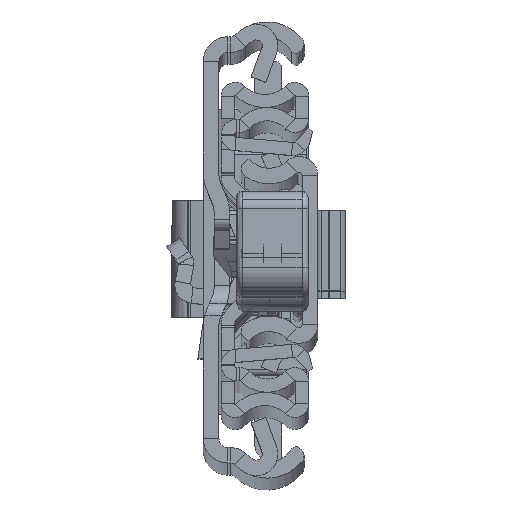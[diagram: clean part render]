
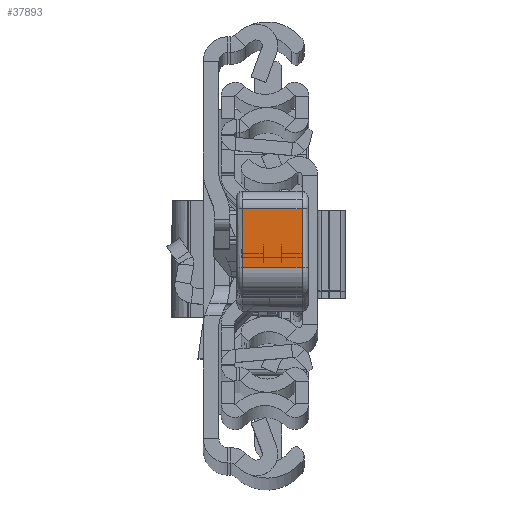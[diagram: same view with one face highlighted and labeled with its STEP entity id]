
A CAD part, top view. The second image highlights one B-rep face of the part: STEP entity #37893.
In plain terms, the highlighted face is planar.
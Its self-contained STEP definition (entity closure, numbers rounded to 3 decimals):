
#71 = EDGE_CURVE ( 'NONE', #23301, #22763, #15734, .T. ) ;
#105 = VERTEX_POINT ( 'NONE', #13577 ) ;
#1996 = LINE ( 'NONE', #36920, #12143 ) ;
#3677 = EDGE_LOOP ( 'NONE', ( #26084, #15568, #25417, #7233 ) ) ;
#7073 = CARTESIAN_POINT ( 'NONE',  ( 39.55, -12.274, 0. ) ) ;
#7233 = ORIENTED_EDGE ( 'NONE', *, *, #71, .F. ) ;
#7923 = CARTESIAN_POINT ( 'NONE',  ( 39.818, -2.465, 0. ) ) ;
#11298 = VECTOR ( 'NONE', #35620, 1000. ) ;
#12143 = VECTOR ( 'NONE', #13715, 1000. ) ;
#13577 = CARTESIAN_POINT ( 'NONE',  ( 39.55, -12.274, -10. ) ) ;
#13715 = DIRECTION ( 'NONE',  ( 0., 0., 1. ) ) ;
#15106 = DIRECTION ( 'NONE',  ( -1., 0.027, 0. ) ) ;
#15471 = CARTESIAN_POINT ( 'NONE',  ( 39.55, -12.274, -10. ) ) ;
#15486 = DIRECTION ( 'NONE',  ( -0.027, -1., 0. ) ) ;
#15568 = ORIENTED_EDGE ( 'NONE', *, *, #25570, .F. ) ;
#15734 = LINE ( 'NONE', #7073, #35032 ) ;
#15832 = VERTEX_POINT ( 'NONE', #33356 ) ;
#17383 = LINE ( 'NONE', #15471, #11298 ) ;
#17402 = FACE_OUTER_BOUND ( 'NONE', #3677, .T. ) ;
#17967 = CARTESIAN_POINT ( 'NONE',  ( 39.55, -12.274, -11. ) ) ;
#18850 = CARTESIAN_POINT ( 'NONE',  ( 39.55, -12.274, 0. ) ) ;
#19653 = DIRECTION ( 'NONE',  ( 0., 0., -1. ) ) ;
#22319 = EDGE_CURVE ( 'NONE', #22763, #15832, #36746, .T. ) ;
#22763 = VERTEX_POINT ( 'NONE', #7923 ) ;
#23301 = VERTEX_POINT ( 'NONE', #18850 ) ;
#25417 = ORIENTED_EDGE ( 'NONE', *, *, #22319, .F. ) ;
#25570 = EDGE_CURVE ( 'NONE', #15832, #105, #17383, .T. ) ;
#25792 = CARTESIAN_POINT ( 'NONE',  ( 39.818, -2.465, -11. ) ) ;
#26084 = ORIENTED_EDGE ( 'NONE', *, *, #29188, .F. ) ;
#28572 = PLANE ( 'NONE',  #29647 ) ;
#29188 = EDGE_CURVE ( 'NONE', #105, #23301, #1996, .T. ) ;
#29647 = AXIS2_PLACEMENT_3D ( 'NONE', #17967, #15106, #15486 ) ;
#33356 = CARTESIAN_POINT ( 'NONE',  ( 39.818, -2.465, -10. ) ) ;
#33883 = VECTOR ( 'NONE', #19653, 1000. ) ;
#35032 = VECTOR ( 'NONE', #36073, 1000. ) ;
#35620 = DIRECTION ( 'NONE',  ( -0.027, -1., 0. ) ) ;
#36073 = DIRECTION ( 'NONE',  ( 0.027, 1., 0. ) ) ;
#36746 = LINE ( 'NONE', #25792, #33883 ) ;
#36920 = CARTESIAN_POINT ( 'NONE',  ( 39.55, -12.274, -11. ) ) ;
#37893 = ADVANCED_FACE ( 'NONE', ( #17402 ), #28572, .F. ) ;
